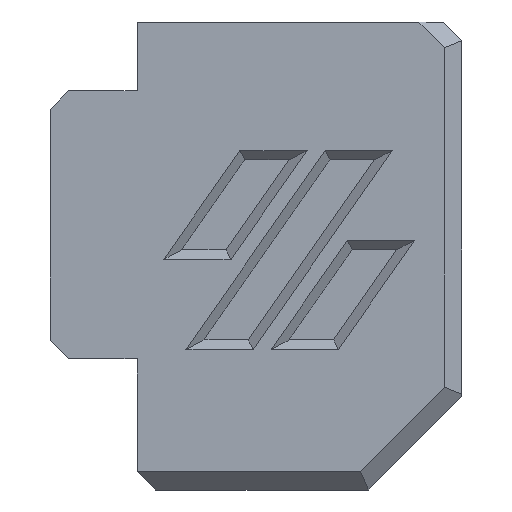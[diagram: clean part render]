
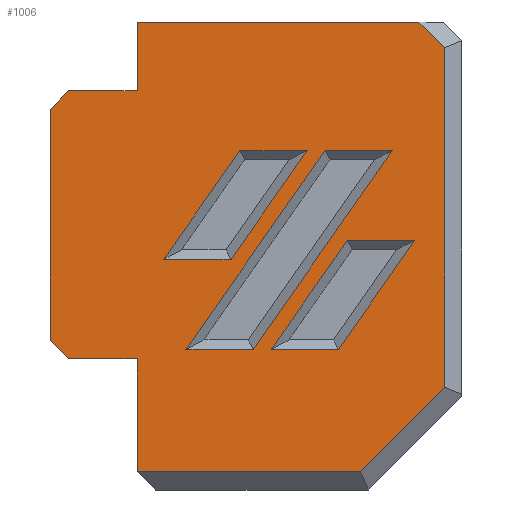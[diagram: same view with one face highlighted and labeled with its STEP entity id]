
A CAD part, front view. The second image highlights one B-rep face of the part: STEP entity #1006.
In plain terms, the highlighted planar face has unit normal (0, -1, 0).
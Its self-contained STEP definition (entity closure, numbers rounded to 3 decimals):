
#15=FACE_BOUND('',#89,.T.);
#16=FACE_BOUND('',#90,.T.);
#17=FACE_BOUND('',#91,.T.);
#30=FACE_OUTER_BOUND('',#88,.T.);
#88=EDGE_LOOP('',(#721,#722,#723,#724,#725,#726,#727,#728,#729,#730,#731,
#732));
#89=EDGE_LOOP('',(#733,#734,#735,#736));
#90=EDGE_LOOP('',(#737,#738,#739,#740));
#91=EDGE_LOOP('',(#741,#742,#743,#744));
#174=LINE('',#1462,#316);
#186=LINE('',#1487,#328);
#187=LINE('',#1489,#329);
#188=LINE('',#1491,#330);
#189=LINE('',#1493,#331);
#190=LINE('',#1495,#332);
#191=LINE('',#1497,#333);
#192=LINE('',#1499,#334);
#193=LINE('',#1501,#335);
#194=LINE('',#1503,#336);
#195=LINE('',#1505,#337);
#196=LINE('',#1506,#338);
#197=LINE('',#1509,#339);
#198=LINE('',#1511,#340);
#199=LINE('',#1513,#341);
#200=LINE('',#1514,#342);
#201=LINE('',#1517,#343);
#202=LINE('',#1519,#344);
#203=LINE('',#1521,#345);
#204=LINE('',#1522,#346);
#205=LINE('',#1525,#347);
#206=LINE('',#1527,#348);
#207=LINE('',#1529,#349);
#208=LINE('',#1530,#350);
#316=VECTOR('',#1183,10.);
#328=VECTOR('',#1201,10.);
#329=VECTOR('',#1202,10.);
#330=VECTOR('',#1203,10.);
#331=VECTOR('',#1204,10.);
#332=VECTOR('',#1205,10.);
#333=VECTOR('',#1206,10.);
#334=VECTOR('',#1207,10.);
#335=VECTOR('',#1208,10.);
#336=VECTOR('',#1209,10.);
#337=VECTOR('',#1210,10.);
#338=VECTOR('',#1211,10.);
#339=VECTOR('',#1212,10.);
#340=VECTOR('',#1213,10.);
#341=VECTOR('',#1214,10.);
#342=VECTOR('',#1215,10.);
#343=VECTOR('',#1216,10.);
#344=VECTOR('',#1217,10.);
#345=VECTOR('',#1218,10.);
#346=VECTOR('',#1219,10.);
#347=VECTOR('',#1220,10.);
#348=VECTOR('',#1221,10.);
#349=VECTOR('',#1222,10.);
#350=VECTOR('',#1223,10.);
#446=VERTEX_POINT('',#1450);
#450=VERTEX_POINT('',#1460);
#460=VERTEX_POINT('',#1486);
#461=VERTEX_POINT('',#1488);
#462=VERTEX_POINT('',#1490);
#463=VERTEX_POINT('',#1492);
#464=VERTEX_POINT('',#1494);
#465=VERTEX_POINT('',#1496);
#466=VERTEX_POINT('',#1498);
#467=VERTEX_POINT('',#1500);
#468=VERTEX_POINT('',#1502);
#469=VERTEX_POINT('',#1504);
#470=VERTEX_POINT('',#1507);
#471=VERTEX_POINT('',#1508);
#472=VERTEX_POINT('',#1510);
#473=VERTEX_POINT('',#1512);
#474=VERTEX_POINT('',#1515);
#475=VERTEX_POINT('',#1516);
#476=VERTEX_POINT('',#1518);
#477=VERTEX_POINT('',#1520);
#478=VERTEX_POINT('',#1523);
#479=VERTEX_POINT('',#1524);
#480=VERTEX_POINT('',#1526);
#481=VERTEX_POINT('',#1528);
#547=EDGE_CURVE('',#450,#446,#174,.T.);
#559=EDGE_CURVE('',#460,#446,#186,.T.);
#560=EDGE_CURVE('',#461,#450,#187,.T.);
#561=EDGE_CURVE('',#462,#461,#188,.T.);
#562=EDGE_CURVE('',#463,#462,#189,.T.);
#563=EDGE_CURVE('',#464,#463,#190,.T.);
#564=EDGE_CURVE('',#465,#464,#191,.T.);
#565=EDGE_CURVE('',#466,#465,#192,.T.);
#566=EDGE_CURVE('',#467,#466,#193,.T.);
#567=EDGE_CURVE('',#468,#467,#194,.T.);
#568=EDGE_CURVE('',#469,#468,#195,.T.);
#569=EDGE_CURVE('',#460,#469,#196,.T.);
#570=EDGE_CURVE('',#470,#471,#197,.T.);
#571=EDGE_CURVE('',#472,#470,#198,.T.);
#572=EDGE_CURVE('',#473,#472,#199,.T.);
#573=EDGE_CURVE('',#471,#473,#200,.T.);
#574=EDGE_CURVE('',#474,#475,#201,.T.);
#575=EDGE_CURVE('',#476,#474,#202,.T.);
#576=EDGE_CURVE('',#477,#476,#203,.T.);
#577=EDGE_CURVE('',#475,#477,#204,.T.);
#578=EDGE_CURVE('',#478,#479,#205,.T.);
#579=EDGE_CURVE('',#480,#478,#206,.T.);
#580=EDGE_CURVE('',#481,#480,#207,.T.);
#581=EDGE_CURVE('',#479,#481,#208,.T.);
#721=ORIENTED_EDGE('',*,*,#559,.T.);
#722=ORIENTED_EDGE('',*,*,#547,.F.);
#723=ORIENTED_EDGE('',*,*,#560,.F.);
#724=ORIENTED_EDGE('',*,*,#561,.F.);
#725=ORIENTED_EDGE('',*,*,#562,.F.);
#726=ORIENTED_EDGE('',*,*,#563,.F.);
#727=ORIENTED_EDGE('',*,*,#564,.F.);
#728=ORIENTED_EDGE('',*,*,#565,.F.);
#729=ORIENTED_EDGE('',*,*,#566,.F.);
#730=ORIENTED_EDGE('',*,*,#567,.F.);
#731=ORIENTED_EDGE('',*,*,#568,.F.);
#732=ORIENTED_EDGE('',*,*,#569,.F.);
#733=ORIENTED_EDGE('',*,*,#570,.F.);
#734=ORIENTED_EDGE('',*,*,#571,.F.);
#735=ORIENTED_EDGE('',*,*,#572,.F.);
#736=ORIENTED_EDGE('',*,*,#573,.F.);
#737=ORIENTED_EDGE('',*,*,#574,.F.);
#738=ORIENTED_EDGE('',*,*,#575,.F.);
#739=ORIENTED_EDGE('',*,*,#576,.F.);
#740=ORIENTED_EDGE('',*,*,#577,.F.);
#741=ORIENTED_EDGE('',*,*,#578,.F.);
#742=ORIENTED_EDGE('',*,*,#579,.F.);
#743=ORIENTED_EDGE('',*,*,#580,.F.);
#744=ORIENTED_EDGE('',*,*,#581,.F.);
#948=PLANE('',#1078);
#1006=ADVANCED_FACE('',(#30,#15,#16,#17),#948,.T.);
#1078=AXIS2_PLACEMENT_3D('',#1485,#1199,#1200);
#1183=DIRECTION('',(-1.,0.,0.));
#1199=DIRECTION('center_axis',(0.,-1.,0.));
#1200=DIRECTION('ref_axis',(0.,0.,-1.));
#1201=DIRECTION('',(0.,0.,-1.));
#1202=DIRECTION('',(-0.707,0.,-0.707));
#1203=DIRECTION('',(0.,0.,-1.));
#1204=DIRECTION('',(0.707,0.,-0.707));
#1205=DIRECTION('',(1.,0.,0.));
#1206=DIRECTION('',(0.,0.,1.));
#1207=DIRECTION('',(1.,0.,0.));
#1208=DIRECTION('',(0.707,0.,0.707));
#1209=DIRECTION('',(0.,0.,1.));
#1210=DIRECTION('',(-0.707,0.,0.707));
#1211=DIRECTION('',(-1.,0.,0.));
#1212=DIRECTION('',(0.574,0.,0.819));
#1213=DIRECTION('',(1.,0.,0.));
#1214=DIRECTION('',(-0.574,0.,-0.819));
#1215=DIRECTION('',(-1.,0.,0.));
#1216=DIRECTION('',(1.,0.,0.));
#1217=DIRECTION('',(-0.574,0.,-0.819));
#1218=DIRECTION('',(-1.,0.,0.));
#1219=DIRECTION('',(0.574,0.,0.819));
#1220=DIRECTION('',(0.574,0.,0.819));
#1221=DIRECTION('',(1.,0.,0.));
#1222=DIRECTION('',(-0.574,0.,-0.819));
#1223=DIRECTION('',(-1.,0.,0.));
#1450=CARTESIAN_POINT('',(-15.013,-1.6,-6.4));
#1460=CARTESIAN_POINT('',(-7.849,-1.6,-6.4));
#1462=CARTESIAN_POINT('',(-12.906,-1.6,-6.4));
#1485=CARTESIAN_POINT('Origin',(-10.8,-1.6,1.5));
#1486=CARTESIAN_POINT('',(-15.013,-1.6,-2.8));
#1487=CARTESIAN_POINT('',(-15.013,-1.6,8.));
#1488=CARTESIAN_POINT('',(-5.15,-1.6,-3.701));
#1489=CARTESIAN_POINT('',(-5.949,-1.6,-4.501));
#1490=CARTESIAN_POINT('',(-5.15,-1.6,7.172));
#1491=CARTESIAN_POINT('',(-5.15,-1.6,-2.75));
#1492=CARTESIAN_POINT('',(-5.978,-1.6,8.));
#1493=CARTESIAN_POINT('',(-5.214,-1.6,7.236));
#1494=CARTESIAN_POINT('',(-15.013,-1.6,8.));
#1495=CARTESIAN_POINT('',(-12.9,-1.6,8.));
#1496=CARTESIAN_POINT('',(-15.013,-1.6,5.8));
#1497=CARTESIAN_POINT('',(-15.013,-1.6,-0.65));
#1498=CARTESIAN_POINT('',(-17.2,-1.6,5.8));
#1499=CARTESIAN_POINT('',(-17.103,-1.6,5.8));
#1500=CARTESIAN_POINT('',(-17.8,-1.6,5.2));
#1501=CARTESIAN_POINT('',(-18.227,-1.6,4.773));
#1502=CARTESIAN_POINT('',(-17.8,-1.6,-2.2));
#1503=CARTESIAN_POINT('',(-17.8,-1.6,-0.65));
#1504=CARTESIAN_POINT('',(-17.2,-1.6,-2.8));
#1505=CARTESIAN_POINT('',(-18.227,-1.6,-1.773));
#1506=CARTESIAN_POINT('',(-15.71,-1.6,-2.8));
#1507=CARTESIAN_POINT('',(-11.289,-1.6,-2.491));
#1508=CARTESIAN_POINT('',(-6.829,-1.6,3.879));
#1509=CARTESIAN_POINT('',(-8.206,-1.6,1.912));
#1510=CARTESIAN_POINT('',(-13.444,-1.6,-2.491));
#1511=CARTESIAN_POINT('',(-11.123,-1.6,-2.491));
#1512=CARTESIAN_POINT('',(-8.984,-1.6,3.879));
#1513=CARTESIAN_POINT('',(-11.907,-1.6,-0.295));
#1514=CARTESIAN_POINT('',(-9.814,-1.6,3.879));
#1515=CARTESIAN_POINT('',(-10.713,-1.6,-2.491));
#1516=CARTESIAN_POINT('',(-8.557,-1.6,-2.491));
#1517=CARTESIAN_POINT('',(-9.757,-1.6,-2.491));
#1518=CARTESIAN_POINT('',(-8.273,-1.6,0.994));
#1519=CARTESIAN_POINT('',(-9.624,-1.6,-0.936));
#1520=CARTESIAN_POINT('',(-6.117,-1.6,0.994));
#1521=CARTESIAN_POINT('',(-9.458,-1.6,0.994));
#1522=CARTESIAN_POINT('',(-6.934,-1.6,-0.172));
#1523=CARTESIAN_POINT('',(-12.,-1.6,0.394));
#1524=CARTESIAN_POINT('',(-9.56,-1.6,3.879));
#1525=CARTESIAN_POINT('',(-10.488,-1.6,2.554));
#1526=CARTESIAN_POINT('',(-14.156,-1.6,0.394));
#1527=CARTESIAN_POINT('',(-11.478,-1.6,0.394));
#1528=CARTESIAN_POINT('',(-11.716,-1.6,3.879));
#1529=CARTESIAN_POINT('',(-13.179,-1.6,1.79));
#1530=CARTESIAN_POINT('',(-11.18,-1.6,3.879));
